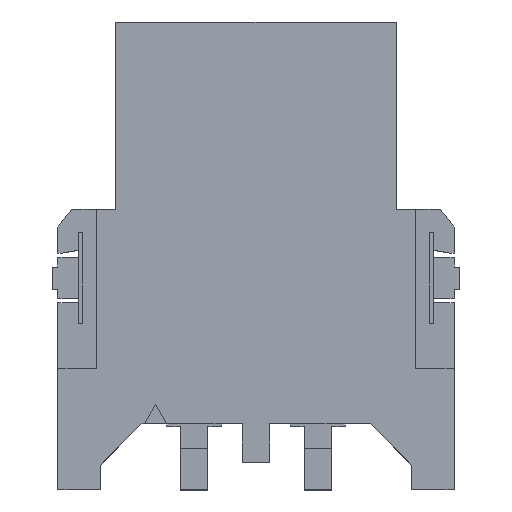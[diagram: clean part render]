
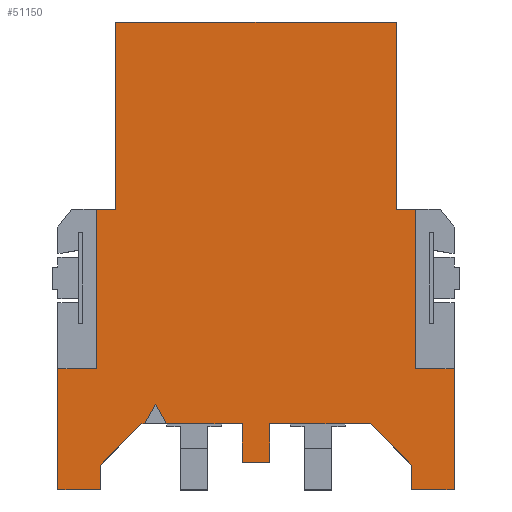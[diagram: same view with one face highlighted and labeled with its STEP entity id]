
A CAD part, top view. The second image highlights one B-rep face of the part: STEP entity #51150.
In plain terms, the highlighted planar face has unit normal (0, 0, 1).
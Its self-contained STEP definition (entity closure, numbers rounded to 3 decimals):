
#15960=CARTESIAN_POINT('',(-1.336,120.476,
38.056));
#15970=VERTEX_POINT('',#15960);
#16000=CARTESIAN_POINT('',(-1.336,112.076,
38.056));
#16010=DIRECTION('',(0.,-1.,0.));
#16020=VECTOR('',#16010,1.);
#16030=LINE('',#16000,#16020);
#16040=CARTESIAN_POINT('',(-1.336,113.676,
38.056));
#16050=VERTEX_POINT('',#16040);
#16060=EDGE_CURVE('',#15970,#16050,#16030,.T.);
#19820=CARTESIAN_POINT('',(0.514,105.876,
38.056));
#19830=VERTEX_POINT('',#19820);
#19910=CARTESIAN_POINT('',(0.114,106.569,
38.056));
#19920=VERTEX_POINT('',#19910);
#19950=CARTESIAN_POINT('',(-3.065,112.076,
38.056));
#19960=DIRECTION('',(-0.5,0.866,0.));
#19970=VECTOR('',#19960,1.);
#19980=LINE('',#19950,#19970);
#19990=EDGE_CURVE('',#19830,#19920,#19980,.T.);
#20150=CARTESIAN_POINT('',(-0.286,105.876,
38.056));
#20160=VERTEX_POINT('',#20150);
#20190=CARTESIAN_POINT('',(3.294,112.076,
38.056));
#20200=DIRECTION('',(-0.5,-0.866,0.));
#20210=VECTOR('',#20200,1.);
#20220=LINE('',#20190,#20210);
#20230=EDGE_CURVE('',#19920,#20160,#20220,.T.);
#21970=CARTESIAN_POINT('',(-0.036,105.876,
38.056));
#21980=DIRECTION('',(-1.,0.,0.));
#21990=VECTOR('',#21980,1.);
#22000=LINE('',#21970,#21990);
#22010=CARTESIAN_POINT('',(-0.386,105.876,
38.056));
#22020=VERTEX_POINT('',#22010);
#22030=EDGE_CURVE('',#20160,#22020,#22000,.T.);
#22080=CARTESIAN_POINT('',(3.264,105.876,
38.056));
#22090=VERTEX_POINT('',#22080);
#22100=EDGE_CURVE('',#22090,#19830,#22000,.T.);
#22620=CARTESIAN_POINT('',(-0.036,113.676,
38.056));
#22630=DIRECTION('',(1.,0.,0.));
#22640=VECTOR('',#22630,1.);
#22650=LINE('',#22620,#22640);
#22660=CARTESIAN_POINT('',(-2.036,113.676,
38.056));
#22670=VERTEX_POINT('',#22660);
#22680=EDGE_CURVE('',#22670,#16050,#22650,.T.);
#23780=CARTESIAN_POINT('',(-3.436,107.876,
38.056));
#23790=VERTEX_POINT('',#23780);
#23820=CARTESIAN_POINT('',(-3.436,112.076,
38.056));
#23830=DIRECTION('',(0.,-1.,0.));
#23840=VECTOR('',#23830,1.);
#23850=LINE('',#23820,#23840);
#23860=CARTESIAN_POINT('',(-3.436,103.476,
38.056));
#23870=VERTEX_POINT('',#23860);
#23880=EDGE_CURVE('',#23790,#23870,#23850,.T.);
#27360=CARTESIAN_POINT('',(-0.036,103.476,
38.056));
#27370=DIRECTION('',(1.,0.,0.));
#27380=VECTOR('',#27370,1.);
#27390=LINE('',#27360,#27380);
#27400=CARTESIAN_POINT('',(-1.886,103.476,
38.056));
#27410=VERTEX_POINT('',#27400);
#27420=EDGE_CURVE('',#23870,#27410,#27390,.T.);
#27900=CARTESIAN_POINT('',(-1.886,112.076,
38.056));
#27910=DIRECTION('',(0.,-1.,0.));
#27920=VECTOR('',#27910,1.);
#27930=LINE('',#27900,#27920);
#27940=CARTESIAN_POINT('',(-1.886,104.376,
38.056));
#27950=VERTEX_POINT('',#27940);
#27960=EDGE_CURVE('',#27950,#27410,#27930,.T.);
#28180=CARTESIAN_POINT('',(-2.036,107.876,
38.056));
#28190=VERTEX_POINT('',#28180);
#28220=CARTESIAN_POINT('',(-0.036,107.876,
38.056));
#28230=DIRECTION('',(-1.,0.,0.));
#28240=VECTOR('',#28230,1.);
#28250=LINE('',#28220,#28240);
#28260=EDGE_CURVE('',#28190,#23790,#28250,.T.);
#29750=CARTESIAN_POINT('',(3.264,104.476,
38.056));
#29760=DIRECTION('',(0.,1.,0.));
#29770=VECTOR('',#29760,1.);
#29780=LINE('',#29750,#29770);
#29790=CARTESIAN_POINT('',(3.264,104.476,
38.056));
#29800=VERTEX_POINT('',#29790);
#29810=EDGE_CURVE('',#29800,#22090,#29780,.T.);
#30610=CARTESIAN_POINT('',(-2.036,112.076,
38.056));
#30620=DIRECTION('',(0.,-1.,0.));
#30630=VECTOR('',#30620,1.);
#30640=LINE('',#30610,#30630);
#30650=EDGE_CURVE('',#22670,#28190,#30640,.T.);
#30780=CARTESIAN_POINT('',(5.814,112.076,
38.056));
#30790=DIRECTION('',(-0.707,-0.707,0.));
#30800=VECTOR('',#30790,1.);
#30810=LINE('',#30780,#30800);
#30820=EDGE_CURVE('',#22020,#27950,#30810,.T.);
#37840=CARTESIAN_POINT('',(8.864,120.476,
38.056));
#37850=VERTEX_POINT('',#37840);
#37880=CARTESIAN_POINT('',(-0.036,120.476,
38.056));
#37890=DIRECTION('',(1.,0.,0.));
#37900=VECTOR('',#37890,1.);
#37910=LINE('',#37880,#37900);
#37920=EDGE_CURVE('',#15970,#37850,#37910,.T.);
#43400=CARTESIAN_POINT('',(9.564,113.676,
38.056));
#43410=VERTEX_POINT('',#43400);
#43440=CARTESIAN_POINT('',(7.564,113.676,
38.056));
#43450=DIRECTION('',(-1.,0.,0.));
#43460=VECTOR('',#43450,1.);
#43470=LINE('',#43440,#43460);
#43480=CARTESIAN_POINT('',(8.864,113.676,
38.056));
#43490=VERTEX_POINT('',#43480);
#43500=EDGE_CURVE('',#43410,#43490,#43470,.T.);
#43920=CARTESIAN_POINT('',(7.914,105.876,
38.056));
#43930=VERTEX_POINT('',#43920);
#44630=CARTESIAN_POINT('',(4.264,105.876,
38.056));
#44640=VERTEX_POINT('',#44630);
#44670=CARTESIAN_POINT('',(7.564,105.876,
38.056));
#44680=DIRECTION('',(1.,0.,0.));
#44690=VECTOR('',#44680,1.);
#44700=LINE('',#44670,#44690);
#44710=EDGE_CURVE('',#44640,#43930,#44700,.T.);
#50160=CARTESIAN_POINT('',(-4.136,104.476,
38.056));
#50170=DIRECTION('',(1.,0.,0.));
#50180=VECTOR('',#50170,1.);
#50190=LINE('',#50160,#50180);
#50200=CARTESIAN_POINT('',(4.264,104.476,
38.056));
#50210=VERTEX_POINT('',#50200);
#50220=EDGE_CURVE('',#29800,#50210,#50190,.T.);
#50330=CARTESIAN_POINT('',(4.264,104.476,
38.056));
#50340=DIRECTION('',(0.,0.,1.));
#50350=DIRECTION('',(1.,0.,0.));
#50360=AXIS2_PLACEMENT_3D('',#50330,#50340,#50350);
#50370=PLANE('',#50360);
#50380=ORIENTED_EDGE('',*,*,#43500,.T.);
#50390=CARTESIAN_POINT('',(9.564,112.076,
38.056));
#50400=DIRECTION('',(0.,-1.,0.));
#50410=VECTOR('',#50400,1.);
#50420=LINE('',#50390,#50410);
#50430=CARTESIAN_POINT('',(9.564,107.876,
38.056));
#50440=VERTEX_POINT('',#50430);
#50450=EDGE_CURVE('',#43410,#50440,#50420,.T.);
#50460=ORIENTED_EDGE('',*,*,#50450,.F.);
#50470=CARTESIAN_POINT('',(7.564,107.876,
38.056));
#50480=DIRECTION('',(1.,0.,0.));
#50490=VECTOR('',#50480,1.);
#50500=LINE('',#50470,#50490);
#50510=CARTESIAN_POINT('',(10.964,107.876,
38.056));
#50520=VERTEX_POINT('',#50510);
#50530=EDGE_CURVE('',#50440,#50520,#50500,.T.);
#50540=ORIENTED_EDGE('',*,*,#50530,.F.);
#50550=CARTESIAN_POINT('',(10.964,112.076,
38.056));
#50560=DIRECTION('',(0.,-1.,0.));
#50570=VECTOR('',#50560,1.);
#50580=LINE('',#50550,#50570);
#50590=CARTESIAN_POINT('',(10.964,103.476,
38.056));
#50600=VERTEX_POINT('',#50590);
#50610=EDGE_CURVE('',#50520,#50600,#50580,.T.);
#50620=ORIENTED_EDGE('',*,*,#50610,.F.);
#50630=CARTESIAN_POINT('',(7.564,103.476,
38.056));
#50640=DIRECTION('',(-1.,0.,0.));
#50650=VECTOR('',#50640,1.);
#50660=LINE('',#50630,#50650);
#50670=CARTESIAN_POINT('',(9.414,103.476,
38.056));
#50680=VERTEX_POINT('',#50670);
#50690=EDGE_CURVE('',#50600,#50680,#50660,.T.);
#50700=ORIENTED_EDGE('',*,*,#50690,.F.);
#50710=CARTESIAN_POINT('',(9.414,112.076,
38.056));
#50720=DIRECTION('',(0.,-1.,0.));
#50730=VECTOR('',#50720,1.);
#50740=LINE('',#50710,#50730);
#50750=CARTESIAN_POINT('',(9.414,104.376,
38.056));
#50760=VERTEX_POINT('',#50750);
#50770=EDGE_CURVE('',#50760,#50680,#50740,.T.);
#50780=ORIENTED_EDGE('',*,*,#50770,.T.);
#50790=CARTESIAN_POINT('',(1.714,112.076,
38.056));
#50800=DIRECTION('',(0.707,-0.707,-0.));
#50810=VECTOR('',#50800,1.);
#50820=LINE('',#50790,#50810);
#50830=EDGE_CURVE('',#43930,#50760,#50820,.T.);
#50840=ORIENTED_EDGE('',*,*,#50830,.T.);
#50850=ORIENTED_EDGE('',*,*,#44710,.T.);
#50860=CARTESIAN_POINT('',(4.264,104.476,
38.056));
#50870=DIRECTION('',(0.,1.,0.));
#50880=VECTOR('',#50870,1.);
#50890=LINE('',#50860,#50880);
#50900=EDGE_CURVE('',#50210,#44640,#50890,.T.);
#50910=ORIENTED_EDGE('',*,*,#50900,.T.);
#50920=ORIENTED_EDGE('',*,*,#50220,.T.);
#50930=ORIENTED_EDGE('',*,*,#29810,.F.);
#50940=ORIENTED_EDGE('',*,*,#22100,.F.);
#50950=ORIENTED_EDGE('',*,*,#19990,.F.);
#50960=ORIENTED_EDGE('',*,*,#20230,.F.);
#50970=ORIENTED_EDGE('',*,*,#22030,.F.);
#50980=ORIENTED_EDGE('',*,*,#30820,.F.);
#50990=ORIENTED_EDGE('',*,*,#27960,.F.);
#51000=ORIENTED_EDGE('',*,*,#27420,.T.);
#51010=ORIENTED_EDGE('',*,*,#23880,.T.);
#51020=ORIENTED_EDGE('',*,*,#28260,.T.);
#51030=ORIENTED_EDGE('',*,*,#30650,.T.);
#51040=ORIENTED_EDGE('',*,*,#22680,.F.);
#51050=ORIENTED_EDGE('',*,*,#16060,.T.);
#51060=ORIENTED_EDGE('',*,*,#37920,.F.);
#51070=CARTESIAN_POINT('',(8.864,112.076,
38.056));
#51080=DIRECTION('',(0.,-1.,0.));
#51090=VECTOR('',#51080,1.);
#51100=LINE('',#51070,#51090);
#51110=EDGE_CURVE('',#37850,#43490,#51100,.T.);
#51120=ORIENTED_EDGE('',*,*,#51110,.F.);
#51130=EDGE_LOOP('',(#51120,#51060,#51050,#51040,#51030,#51020,#51010,
#51000,#50990,#50980,#50970,#50960,#50950,#50940,#50930,#50920,#50910,
#50850,#50840,#50780,#50700,#50620,#50540,#50460,#50380));
#51140=FACE_OUTER_BOUND('',#51130,.T.);
#51150=ADVANCED_FACE('',(#51140),#50370,.T.);
